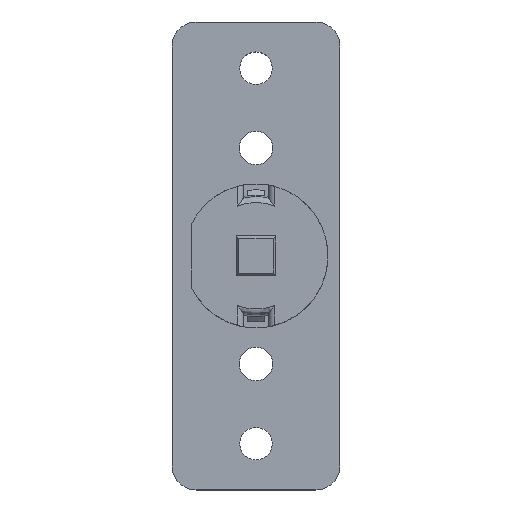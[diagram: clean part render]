
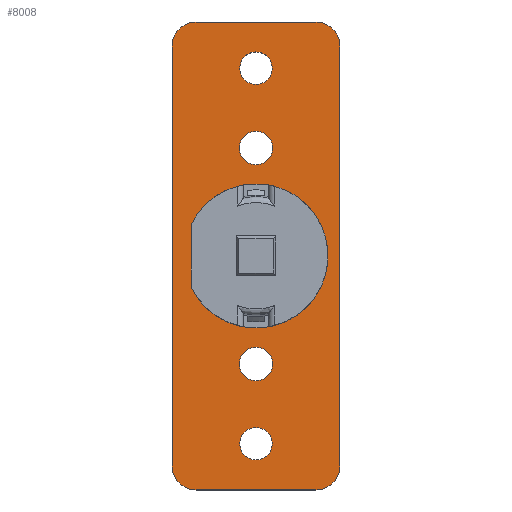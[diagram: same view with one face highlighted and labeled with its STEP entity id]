
A CAD part, top view. The second image highlights one B-rep face of the part: STEP entity #8008.
In plain terms, the highlighted planar face has unit normal (0, 0, 1).
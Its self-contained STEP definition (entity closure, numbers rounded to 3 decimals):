
#7771 = VERTEX_POINT('',#7772);
#7772 = CARTESIAN_POINT('',(5.,19.5,1.626));
#7778 = EDGE_CURVE('',#7771,#7779,#7781,.T.);
#7779 = VERTEX_POINT('',#7780);
#7780 = CARTESIAN_POINT('',(7.,17.5,1.626));
#7781 = CIRCLE('',#7782,2.);
#7782 = AXIS2_PLACEMENT_3D('',#7783,#7784,#7785);
#7783 = CARTESIAN_POINT('',(5.,17.5,1.626));
#7784 = DIRECTION('',(0.,0.,-1.));
#7785 = DIRECTION('',(0.,1.,0.));
#7813 = VERTEX_POINT('',#7814);
#7814 = CARTESIAN_POINT('',(-5.,19.5,1.626));
#7820 = EDGE_CURVE('',#7813,#7771,#7821,.T.);
#7821 = LINE('',#7822,#7823);
#7822 = CARTESIAN_POINT('',(-5.,19.5,1.626));
#7823 = VECTOR('',#7824,1.);
#7824 = DIRECTION('',(1.,0.,0.));
#7842 = EDGE_CURVE('',#7779,#7843,#7845,.T.);
#7843 = VERTEX_POINT('',#7844);
#7844 = CARTESIAN_POINT('',(7.,-17.5,1.626));
#7845 = LINE('',#7846,#7847);
#7846 = CARTESIAN_POINT('',(7.,17.5,1.626));
#7847 = VECTOR('',#7848,1.);
#7848 = DIRECTION('',(0.,-1.,0.));
#8008 = ADVANCED_FACE('',(#8009,#8055,#8066,#8077,#8088,#8099,#8110,
    #8121,#8132),#8143,.T.);
#8009 = FACE_BOUND('',#8010,.T.);
#8010 = EDGE_LOOP('',(#8011,#8012,#8013,#8022,#8030,#8039,#8047,#8054));
#8011 = ORIENTED_EDGE('',*,*,#7778,.F.);
#8012 = ORIENTED_EDGE('',*,*,#7820,.F.);
#8013 = ORIENTED_EDGE('',*,*,#8014,.F.);
#8014 = EDGE_CURVE('',#8015,#7813,#8017,.T.);
#8015 = VERTEX_POINT('',#8016);
#8016 = CARTESIAN_POINT('',(-7.,17.5,1.626));
#8017 = CIRCLE('',#8018,2.);
#8018 = AXIS2_PLACEMENT_3D('',#8019,#8020,#8021);
#8019 = CARTESIAN_POINT('',(-5.,17.5,1.626));
#8020 = DIRECTION('',(0.,0.,-1.));
#8021 = DIRECTION('',(-1.,0.,-0.));
#8022 = ORIENTED_EDGE('',*,*,#8023,.F.);
#8023 = EDGE_CURVE('',#8024,#8015,#8026,.T.);
#8024 = VERTEX_POINT('',#8025);
#8025 = CARTESIAN_POINT('',(-7.,-17.5,1.626));
#8026 = LINE('',#8027,#8028);
#8027 = CARTESIAN_POINT('',(-7.,-17.5,1.626));
#8028 = VECTOR('',#8029,1.);
#8029 = DIRECTION('',(0.,1.,0.));
#8030 = ORIENTED_EDGE('',*,*,#8031,.F.);
#8031 = EDGE_CURVE('',#8032,#8024,#8034,.T.);
#8032 = VERTEX_POINT('',#8033);
#8033 = CARTESIAN_POINT('',(-5.,-19.5,1.626));
#8034 = CIRCLE('',#8035,2.);
#8035 = AXIS2_PLACEMENT_3D('',#8036,#8037,#8038);
#8036 = CARTESIAN_POINT('',(-5.,-17.5,1.626));
#8037 = DIRECTION('',(0.,0.,-1.));
#8038 = DIRECTION('',(0.,-1.,0.));
#8039 = ORIENTED_EDGE('',*,*,#8040,.F.);
#8040 = EDGE_CURVE('',#8041,#8032,#8043,.T.);
#8041 = VERTEX_POINT('',#8042);
#8042 = CARTESIAN_POINT('',(5.,-19.5,1.626));
#8043 = LINE('',#8044,#8045);
#8044 = CARTESIAN_POINT('',(5.,-19.5,1.626));
#8045 = VECTOR('',#8046,1.);
#8046 = DIRECTION('',(-1.,0.,0.));
#8047 = ORIENTED_EDGE('',*,*,#8048,.F.);
#8048 = EDGE_CURVE('',#7843,#8041,#8049,.T.);
#8049 = CIRCLE('',#8050,2.);
#8050 = AXIS2_PLACEMENT_3D('',#8051,#8052,#8053);
#8051 = CARTESIAN_POINT('',(5.,-17.5,1.626));
#8052 = DIRECTION('',(0.,0.,-1.));
#8053 = DIRECTION('',(1.,0.,0.));
#8054 = ORIENTED_EDGE('',*,*,#7842,.F.);
#8055 = FACE_BOUND('',#8056,.T.);
#8056 = EDGE_LOOP('',(#8057));
#8057 = ORIENTED_EDGE('',*,*,#8058,.T.);
#8058 = EDGE_CURVE('',#8059,#8059,#8061,.T.);
#8059 = VERTEX_POINT('',#8060);
#8060 = CARTESIAN_POINT('',(0.,-10.4,1.626));
#8061 = CIRCLE('',#8062,1.4);
#8062 = AXIS2_PLACEMENT_3D('',#8063,#8064,#8065);
#8063 = CARTESIAN_POINT('',(0.,-9.,1.626));
#8064 = DIRECTION('',(-0.,0.,-1.));
#8065 = DIRECTION('',(0.,-1.,-0.));
#8066 = FACE_BOUND('',#8067,.T.);
#8067 = EDGE_LOOP('',(#8068));
#8068 = ORIENTED_EDGE('',*,*,#8069,.T.);
#8069 = EDGE_CURVE('',#8070,#8070,#8072,.T.);
#8070 = VERTEX_POINT('',#8071);
#8071 = CARTESIAN_POINT('',(-2.5,-3.1,1.626));
#8072 = CIRCLE('',#8073,0.6);
#8073 = AXIS2_PLACEMENT_3D('',#8074,#8075,#8076);
#8074 = CARTESIAN_POINT('',(-2.5,-2.5,1.626));
#8075 = DIRECTION('',(-0.,0.,-1.));
#8076 = DIRECTION('',(-0.,-1.,0.));
#8077 = FACE_BOUND('',#8078,.T.);
#8078 = EDGE_LOOP('',(#8079));
#8079 = ORIENTED_EDGE('',*,*,#8080,.T.);
#8080 = EDGE_CURVE('',#8081,#8081,#8083,.T.);
#8081 = VERTEX_POINT('',#8082);
#8082 = CARTESIAN_POINT('',(0.,-17.,1.626));
#8083 = CIRCLE('',#8084,1.35);
#8084 = AXIS2_PLACEMENT_3D('',#8085,#8086,#8087);
#8085 = CARTESIAN_POINT('',(0.,-15.65,1.626));
#8086 = DIRECTION('',(-0.,0.,-1.));
#8087 = DIRECTION('',(0.,-1.,-0.));
#8088 = FACE_BOUND('',#8089,.T.);
#8089 = EDGE_LOOP('',(#8090));
#8090 = ORIENTED_EDGE('',*,*,#8091,.T.);
#8091 = EDGE_CURVE('',#8092,#8092,#8094,.T.);
#8092 = VERTEX_POINT('',#8093);
#8093 = CARTESIAN_POINT('',(2.5,-3.1,1.626));
#8094 = CIRCLE('',#8095,0.6);
#8095 = AXIS2_PLACEMENT_3D('',#8096,#8097,#8098);
#8096 = CARTESIAN_POINT('',(2.5,-2.5,1.626));
#8097 = DIRECTION('',(-0.,0.,-1.));
#8098 = DIRECTION('',(-0.,-1.,0.));
#8099 = FACE_BOUND('',#8100,.T.);
#8100 = EDGE_LOOP('',(#8101));
#8101 = ORIENTED_EDGE('',*,*,#8102,.T.);
#8102 = EDGE_CURVE('',#8103,#8103,#8105,.T.);
#8103 = VERTEX_POINT('',#8104);
#8104 = CARTESIAN_POINT('',(-2.5,1.9,1.626));
#8105 = CIRCLE('',#8106,0.6);
#8106 = AXIS2_PLACEMENT_3D('',#8107,#8108,#8109);
#8107 = CARTESIAN_POINT('',(-2.5,2.5,1.626));
#8108 = DIRECTION('',(-0.,0.,-1.));
#8109 = DIRECTION('',(-0.,-1.,0.));
#8110 = FACE_BOUND('',#8111,.T.);
#8111 = EDGE_LOOP('',(#8112));
#8112 = ORIENTED_EDGE('',*,*,#8113,.T.);
#8113 = EDGE_CURVE('',#8114,#8114,#8116,.T.);
#8114 = VERTEX_POINT('',#8115);
#8115 = CARTESIAN_POINT('',(0.,7.6,1.626));
#8116 = CIRCLE('',#8117,1.4);
#8117 = AXIS2_PLACEMENT_3D('',#8118,#8119,#8120);
#8118 = CARTESIAN_POINT('',(0.,9.,1.626));
#8119 = DIRECTION('',(-0.,0.,-1.));
#8120 = DIRECTION('',(0.,-1.,-0.));
#8121 = FACE_BOUND('',#8122,.T.);
#8122 = EDGE_LOOP('',(#8123));
#8123 = ORIENTED_EDGE('',*,*,#8124,.T.);
#8124 = EDGE_CURVE('',#8125,#8125,#8127,.T.);
#8125 = VERTEX_POINT('',#8126);
#8126 = CARTESIAN_POINT('',(2.5,1.9,1.626));
#8127 = CIRCLE('',#8128,0.6);
#8128 = AXIS2_PLACEMENT_3D('',#8129,#8130,#8131);
#8129 = CARTESIAN_POINT('',(2.5,2.5,1.626));
#8130 = DIRECTION('',(-0.,0.,-1.));
#8131 = DIRECTION('',(-0.,-1.,0.));
#8132 = FACE_BOUND('',#8133,.T.);
#8133 = EDGE_LOOP('',(#8134));
#8134 = ORIENTED_EDGE('',*,*,#8135,.T.);
#8135 = EDGE_CURVE('',#8136,#8136,#8138,.T.);
#8136 = VERTEX_POINT('',#8137);
#8137 = CARTESIAN_POINT('',(0.,14.3,1.626));
#8138 = CIRCLE('',#8139,1.35);
#8139 = AXIS2_PLACEMENT_3D('',#8140,#8141,#8142);
#8140 = CARTESIAN_POINT('',(0.,15.65,1.626));
#8141 = DIRECTION('',(-0.,0.,-1.));
#8142 = DIRECTION('',(0.,-1.,-0.));
#8143 = PLANE('',#8144);
#8144 = AXIS2_PLACEMENT_3D('',#8145,#8146,#8147);
#8145 = CARTESIAN_POINT('',(0.,0.,1.626));
#8146 = DIRECTION('',(0.,0.,1.));
#8147 = DIRECTION('',(1.,0.,-0.));
